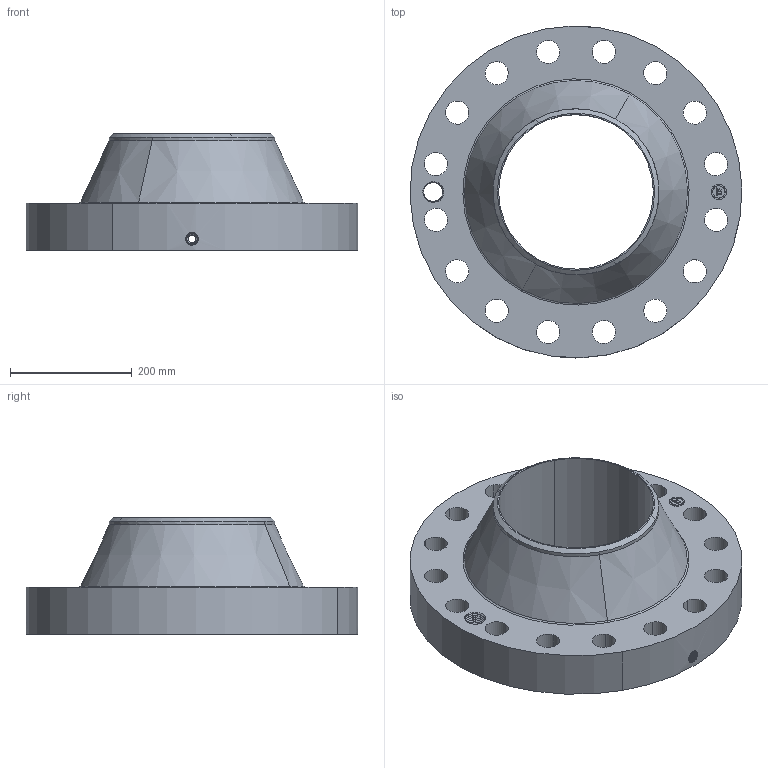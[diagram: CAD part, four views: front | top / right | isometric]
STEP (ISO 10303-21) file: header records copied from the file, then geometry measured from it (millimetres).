
FILE_DESCRIPTION(('3D STEP'),'2;1');
FILE_NAME('10-900-RTJ-WELD-NECK-STD-ORIF-FLANGE.stp','2013-11-03T01:28:54+00:00',('Texas Flange'),(''),'CATIA Version 5 Release 20 SP 6 (IN-10)','CATIA V5 STEP AP214','800-826-3801');
FILE_SCHEMA(('AUTOMOTIVE_DESIGN { 1 0 10303 214 1 1 1 1 }'));
Length unit declared in the file: inch
Products named in the file (1): 10-900-RTJ-WELD-NECK-STD-ORIF-FLANGE
Bounding box: 545.95 x 546.1 x 192.07 mm (x, y, z)
Volume: 15866651.7 mm3; surface area: 872138.3 mm2
Topology: 1 solids, 1 shells, 813 faces, 2206 edges, 1415 vertices
Faces by surface type: plane 370, bspline 266, cylinder 114, cone 53, torus 6, revolution 4
Entity records: 34555 total; most frequent: CARTESIAN_POINT 14503, ORIENTED_EDGE 4412, EDGE_CURVE 2206, DIRECTION 2158, VERTEX_POINT 1415, VECTOR 1206, LINE 1206, EDGE_LOOP 873
